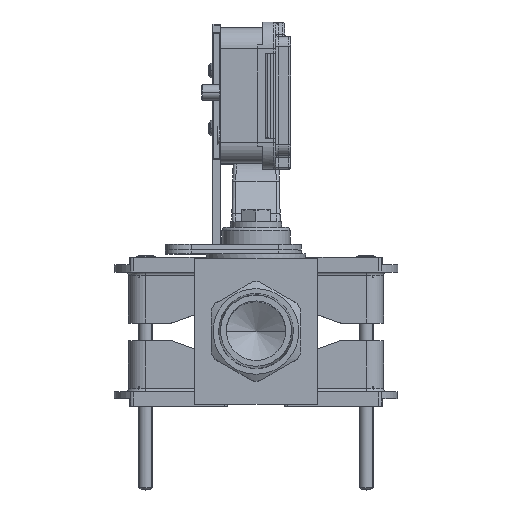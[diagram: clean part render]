
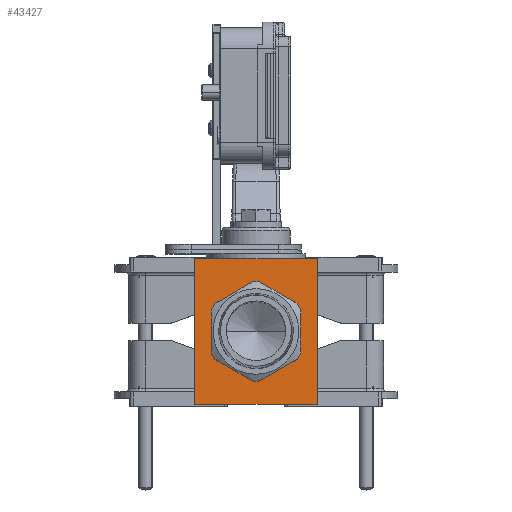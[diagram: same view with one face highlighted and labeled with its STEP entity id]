
A CAD part, top view. The second image highlights one B-rep face of the part: STEP entity #43427.
In plain terms, the highlighted planar face has unit normal (0, 0, 1).
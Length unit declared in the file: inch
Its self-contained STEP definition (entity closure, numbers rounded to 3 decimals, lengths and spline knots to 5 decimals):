
#335 = VERTEX_POINT ( 'NONE', #15479 ) ;
#515 = LINE ( 'NONE', #8782, #8863 ) ;
#840 = CARTESIAN_POINT ( 'NONE',  ( -0.7875, 0.45466, 1.3 ) ) ;
#1853 = ORIENTED_EDGE ( 'NONE', *, *, #45574, .T. ) ;
#2045 = VECTOR ( 'NONE', #28004, 39.37008 ) ;
#2050 = CARTESIAN_POINT ( 'NONE',  ( 0.7875, -0.3814, 1.3 ) ) ;
#2321 = LINE ( 'NONE', #18082, #14603 ) ;
#3201 = CIRCLE ( 'NONE', #43581, 0.875 ) ;
#3316 = CARTESIAN_POINT ( 'NONE',  ( -0.7875, -0.3814, 1.3 ) ) ;
#3763 = CARTESIAN_POINT ( 'NONE',  ( -0.7875, 0.3814, 1.3 ) ) ;
#4259 = CARTESIAN_POINT ( 'NONE',  ( 1.08, -1.28, 1.3 ) ) ;
#4406 = VECTOR ( 'NONE', #26382, 39.37008 ) ;
#4493 = ORIENTED_EDGE ( 'NONE', *, *, #44597, .T. ) ;
#4846 = CARTESIAN_POINT ( 'NONE',  ( 0.7875, -0.45466, 1.3 ) ) ;
#5228 = DIRECTION ( 'NONE',  ( 0., 0., 1. ) ) ;
#5381 = CARTESIAN_POINT ( 'NONE',  ( -0.06344, -0.8727, 1.3 ) ) ;
#5629 = LINE ( 'NONE', #4846, #20690 ) ;
#5899 = CARTESIAN_POINT ( 'NONE',  ( 0., 0., 1.3 ) ) ;
#6442 = DIRECTION ( 'NONE',  ( 1., 0., 0. ) ) ;
#7514 = CARTESIAN_POINT ( 'NONE',  ( -1.08, 1.28, 1.3 ) ) ;
#7928 = EDGE_LOOP ( 'NONE', ( #11392, #4493, #14953, #23176, #9483, #15251, #11877, #28775, #9204, #19004, #37898, #1853 ) ) ;
#8494 = CARTESIAN_POINT ( 'NONE',  ( -0.72406, -0.49129, 1.3 ) ) ;
#8782 = CARTESIAN_POINT ( 'NONE',  ( 1.08, 1.28, 1.3 ) ) ;
#8863 = VECTOR ( 'NONE', #28441, 39.37008 ) ;
#8915 = AXIS2_PLACEMENT_3D ( 'NONE', #35978, #48366, #20978 ) ;
#9204 = ORIENTED_EDGE ( 'NONE', *, *, #32808, .T. ) ;
#9483 = ORIENTED_EDGE ( 'NONE', *, *, #45629, .T. ) ;
#10272 = CARTESIAN_POINT ( 'NONE',  ( -1.08, -1.28, 1.3 ) ) ;
#10508 = VERTEX_POINT ( 'NONE', #3316 ) ;
#10576 = VERTEX_POINT ( 'NONE', #7514 ) ;
#11211 = PLANE ( 'NONE',  #22335 ) ;
#11392 = ORIENTED_EDGE ( 'NONE', *, *, #35092, .T. ) ;
#11877 = ORIENTED_EDGE ( 'NONE', *, *, #21341, .T. ) ;
#11984 = ORIENTED_EDGE ( 'NONE', *, *, #35898, .T. ) ;
#12661 = DIRECTION ( 'NONE',  ( 0., 0., -1. ) ) ;
#12731 = DIRECTION ( 'NONE',  ( -0.866, 0.5, 0. ) ) ;
#12998 = DIRECTION ( 'NONE',  ( 0., -1., 0. ) ) ;
#13562 = VERTEX_POINT ( 'NONE', #5381 ) ;
#14603 = VECTOR ( 'NONE', #33828, 39.37008 ) ;
#14726 = DIRECTION ( 'NONE',  ( 0., 0., -1. ) ) ;
#14786 = ORIENTED_EDGE ( 'NONE', *, *, #48857, .T. ) ;
#14953 = ORIENTED_EDGE ( 'NONE', *, *, #41795, .T. ) ;
#15251 = ORIENTED_EDGE ( 'NONE', *, *, #25493, .T. ) ;
#15416 = CARTESIAN_POINT ( 'NONE',  ( 0.7875, 0.3814, 1.3 ) ) ;
#15479 = CARTESIAN_POINT ( 'NONE',  ( 0.72406, 0.49129, 1.3 ) ) ;
#15844 = FACE_BOUND ( 'NONE', #7928, .T. ) ;
#15896 = LINE ( 'NONE', #40110, #31108 ) ;
#16534 = DIRECTION ( 'NONE',  ( 0., 1., 0. ) ) ;
#16904 = DIRECTION ( 'NONE',  ( 1., 0., 0. ) ) ;
#17837 = LINE ( 'NONE', #21694, #4406 ) ;
#17865 = VERTEX_POINT ( 'NONE', #41022 ) ;
#17986 = EDGE_CURVE ( 'NONE', #17865, #10576, #2321, .T. ) ;
#18082 = CARTESIAN_POINT ( 'NONE',  ( -1.08, 1.28, 1.3 ) ) ;
#18686 = VERTEX_POINT ( 'NONE', #33337 ) ;
#19004 = ORIENTED_EDGE ( 'NONE', *, *, #24769, .T. ) ;
#19976 = VERTEX_POINT ( 'NONE', #8494 ) ;
#20313 = LINE ( 'NONE', #21299, #45063 ) ;
#20463 = CARTESIAN_POINT ( 'NONE',  ( 0., -0.90933, 1.3 ) ) ;
#20570 = DIRECTION ( 'NONE',  ( -0.866, -0.5, 0. ) ) ;
#20690 = VECTOR ( 'NONE', #20570, 39.37008 ) ;
#20978 = DIRECTION ( 'NONE',  ( 1., 0., 0. ) ) ;
#21250 = CARTESIAN_POINT ( 'NONE',  ( 0.06344, 0.8727, 1.3 ) ) ;
#21299 = CARTESIAN_POINT ( 'NONE',  ( 0., 0.90933, 1.3 ) ) ;
#21341 = EDGE_CURVE ( 'NONE', #50712, #48589, #44360, .T. ) ;
#21414 = CARTESIAN_POINT ( 'NONE',  ( -0.7875, -0.45466, 1.3 ) ) ;
#21575 = VECTOR ( 'NONE', #12731, 39.37008 ) ;
#21694 = CARTESIAN_POINT ( 'NONE',  ( 0.7875, 0.45466, 1.3 ) ) ;
#21698 = VERTEX_POINT ( 'NONE', #4259 ) ;
#22313 = CARTESIAN_POINT ( 'NONE',  ( -0.72406, 0.49129, 1.3 ) ) ;
#22335 = AXIS2_PLACEMENT_3D ( 'NONE', #40327, #5228, #40827 ) ;
#23176 = ORIENTED_EDGE ( 'NONE', *, *, #46913, .T. ) ;
#24353 = LINE ( 'NONE', #840, #2045 ) ;
#24425 = AXIS2_PLACEMENT_3D ( 'NONE', #30173, #14726, #38431 ) ;
#24769 = EDGE_CURVE ( 'NONE', #13562, #19976, #47844, .T. ) ;
#24974 = VERTEX_POINT ( 'NONE', #15416 ) ;
#25493 = EDGE_CURVE ( 'NONE', #24974, #50712, #17837, .T. ) ;
#25801 = DIRECTION ( 'NONE',  ( 0., 0., -1. ) ) ;
#26048 = DIRECTION ( 'NONE',  ( 1., 0., 0. ) ) ;
#26057 = CARTESIAN_POINT ( 'NONE',  ( 0., 0., 1.3 ) ) ;
#26382 = DIRECTION ( 'NONE',  ( 0., -1., 0. ) ) ;
#26663 = DIRECTION ( 'NONE',  ( 0., 0., -1. ) ) ;
#26798 = EDGE_LOOP ( 'NONE', ( #14786, #11984, #37222, #28464 ) ) ;
#27959 = CARTESIAN_POINT ( 'NONE',  ( 0., 0., 1.3 ) ) ;
#28004 = DIRECTION ( 'NONE',  ( 0.866, 0.5, 0. ) ) ;
#28177 = CIRCLE ( 'NONE', #42156, 0.875 ) ;
#28441 = DIRECTION ( 'NONE',  ( 0., 1., 0. ) ) ;
#28459 = DIRECTION ( 'NONE',  ( 1., 0., 0. ) ) ;
#28464 = ORIENTED_EDGE ( 'NONE', *, *, #17986, .T. ) ;
#28775 = ORIENTED_EDGE ( 'NONE', *, *, #32430, .T. ) ;
#30173 = CARTESIAN_POINT ( 'NONE',  ( 0., 0., 1.3 ) ) ;
#30213 = EDGE_CURVE ( 'NONE', #21698, #17865, #515, .T. ) ;
#30657 = DIRECTION ( 'NONE',  ( 0., 0., -1. ) ) ;
#30759 = DIRECTION ( 'NONE',  ( 1., 0., 0. ) ) ;
#31108 = VECTOR ( 'NONE', #16904, 39.37008 ) ;
#31562 = FACE_OUTER_BOUND ( 'NONE', #26798, .T. ) ;
#32013 = VERTEX_POINT ( 'NONE', #21250 ) ;
#32430 = EDGE_CURVE ( 'NONE', #48589, #42731, #5629, .T. ) ;
#32808 = EDGE_CURVE ( 'NONE', #42731, #13562, #28177, .T. ) ;
#33337 = CARTESIAN_POINT ( 'NONE',  ( -0.06344, 0.8727, 1.3 ) ) ;
#33828 = DIRECTION ( 'NONE',  ( -1., 0., 0. ) ) ;
#34322 = VERTEX_POINT ( 'NONE', #10272 ) ;
#34465 = CARTESIAN_POINT ( 'NONE',  ( 0.72406, -0.49129, 1.3 ) ) ;
#34555 = AXIS2_PLACEMENT_3D ( 'NONE', #26057, #30657, #6442 ) ;
#35092 = EDGE_CURVE ( 'NONE', #44075, #38094, #44971, .T. ) ;
#35898 = EDGE_CURVE ( 'NONE', #34322, #21698, #15896, .T. ) ;
#35978 = CARTESIAN_POINT ( 'NONE',  ( 0., 0., 1.3 ) ) ;
#36947 = CIRCLE ( 'NONE', #8915, 0.875 ) ;
#37222 = ORIENTED_EDGE ( 'NONE', *, *, #30213, .T. ) ;
#37621 = VECTOR ( 'NONE', #16534, 39.37008 ) ;
#37898 = ORIENTED_EDGE ( 'NONE', *, *, #47250, .T. ) ;
#38094 = VERTEX_POINT ( 'NONE', #22313 ) ;
#38431 = DIRECTION ( 'NONE',  ( 1., 0., 0. ) ) ;
#38523 = CARTESIAN_POINT ( 'NONE',  ( 0., 0., 1.3 ) ) ;
#40110 = CARTESIAN_POINT ( 'NONE',  ( -1.08, -1.28, 1.3 ) ) ;
#40327 = CARTESIAN_POINT ( 'NONE',  ( 0., 0., 1.3 ) ) ;
#40568 = CARTESIAN_POINT ( 'NONE',  ( -1.08, 1.28, 1.3 ) ) ;
#40827 = DIRECTION ( 'NONE',  ( 1., 0., 0. ) ) ;
#41022 = CARTESIAN_POINT ( 'NONE',  ( 1.08, 1.28, 1.3 ) ) ;
#41091 = LINE ( 'NONE', #40568, #45491 ) ;
#41648 = CARTESIAN_POINT ( 'NONE',  ( 0.06344, -0.8727, 1.3 ) ) ;
#41795 = EDGE_CURVE ( 'NONE', #18686, #32013, #36947, .T. ) ;
#42156 = AXIS2_PLACEMENT_3D ( 'NONE', #27959, #12661, #28459 ) ;
#42731 = VERTEX_POINT ( 'NONE', #41648 ) ;
#43427 = ADVANCED_FACE ( 'NONE', ( #15844, #31562 ), #11211, .T. ) ;
#43581 = AXIS2_PLACEMENT_3D ( 'NONE', #38523, #26663, #30759 ) ;
#44075 = VERTEX_POINT ( 'NONE', #3763 ) ;
#44360 = CIRCLE ( 'NONE', #34555, 0.875 ) ;
#44597 = EDGE_CURVE ( 'NONE', #38094, #18686, #24353, .T. ) ;
#44865 = LINE ( 'NONE', #21414, #37621 ) ;
#44971 = CIRCLE ( 'NONE', #49941, 0.875 ) ;
#45063 = VECTOR ( 'NONE', #47703, 39.37008 ) ;
#45491 = VECTOR ( 'NONE', #12998, 39.37008 ) ;
#45574 = EDGE_CURVE ( 'NONE', #10508, #44075, #44865, .T. ) ;
#45629 = EDGE_CURVE ( 'NONE', #335, #24974, #46647, .T. ) ;
#46647 = CIRCLE ( 'NONE', #24425, 0.875 ) ;
#46913 = EDGE_CURVE ( 'NONE', #32013, #335, #20313, .T. ) ;
#47250 = EDGE_CURVE ( 'NONE', #19976, #10508, #3201, .T. ) ;
#47703 = DIRECTION ( 'NONE',  ( 0.866, -0.5, 0. ) ) ;
#47844 = LINE ( 'NONE', #20463, #21575 ) ;
#48366 = DIRECTION ( 'NONE',  ( 0., 0., -1. ) ) ;
#48589 = VERTEX_POINT ( 'NONE', #34465 ) ;
#48857 = EDGE_CURVE ( 'NONE', #10576, #34322, #41091, .T. ) ;
#49941 = AXIS2_PLACEMENT_3D ( 'NONE', #5899, #25801, #26048 ) ;
#50712 = VERTEX_POINT ( 'NONE', #2050 ) ;
